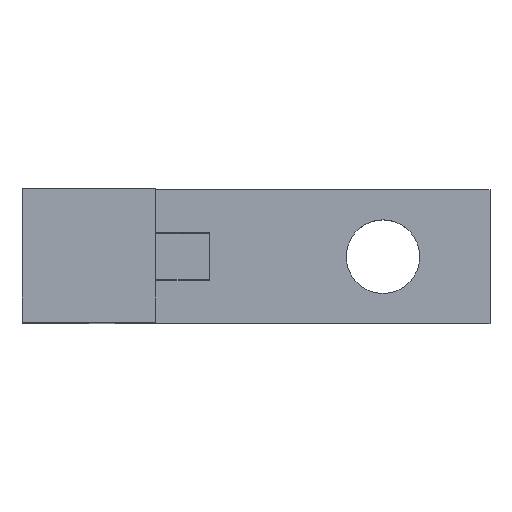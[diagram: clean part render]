
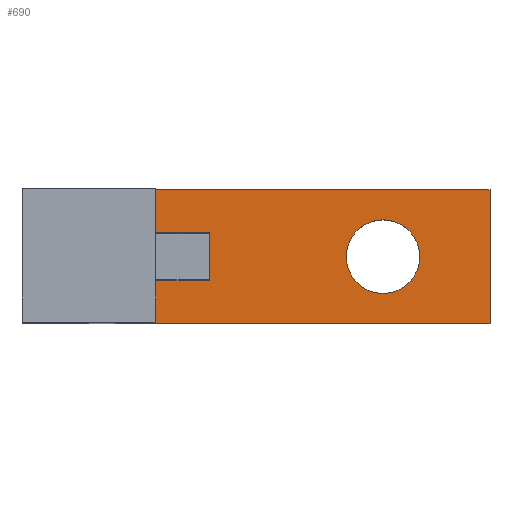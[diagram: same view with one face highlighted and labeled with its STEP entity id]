
A CAD part, top view. The second image highlights one B-rep face of the part: STEP entity #690.
In plain terms, the highlighted planar face has unit normal (0, 0, 1).
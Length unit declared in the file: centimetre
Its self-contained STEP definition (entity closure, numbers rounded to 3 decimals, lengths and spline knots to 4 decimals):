
#104=VECTOR('',#755,1.);
#108=VECTOR('',#760,1.);
#113=VECTOR('',#767,1.);
#125=VECTOR('',#783,1.);
#126=VECTOR('',#784,1.);
#127=VECTOR('',#785,1.);
#128=VECTOR('',#786,1.);
#177=LINE('',#873,#104);
#181=LINE('',#882,#108);
#186=LINE('',#892,#113);
#198=LINE('',#917,#125);
#199=LINE('',#919,#126);
#200=LINE('',#921,#127);
#201=LINE('',#923,#128);
#257=PLANE('',#723);
#275=VERTEX_POINT('',#871);
#276=VERTEX_POINT('',#874);
#277=VERTEX_POINT('',#875);
#280=VERTEX_POINT('',#883);
#283=VERTEX_POINT('',#893);
#292=VERTEX_POINT('',#918);
#293=VERTEX_POINT('',#920);
#294=VERTEX_POINT('',#922);
#295=VERTEX_POINT('',#924);
#335=CIRCLE('',#715,0.275);
#343=EDGE_CURVE('',#275,#275,#335,.T.);
#344=EDGE_CURVE('',#276,#277,#177,.T.);
#348=EDGE_CURVE('',#277,#280,#181,.T.);
#353=EDGE_CURVE('',#280,#283,#186,.T.);
#365=EDGE_CURVE('',#283,#292,#198,.T.);
#366=EDGE_CURVE('',#292,#293,#199,.T.);
#367=EDGE_CURVE('',#293,#294,#200,.T.);
#368=EDGE_CURVE('',#295,#294,#201,.T.);
#369=EDGE_CURVE('',#295,#276,#198,.T.);
#460=ORIENTED_EDGE('',*,*,#343,.T.);
#461=ORIENTED_EDGE('',*,*,#344,.T.);
#462=ORIENTED_EDGE('',*,*,#348,.T.);
#463=ORIENTED_EDGE('',*,*,#353,.T.);
#464=ORIENTED_EDGE('',*,*,#365,.T.);
#465=ORIENTED_EDGE('',*,*,#366,.T.);
#466=ORIENTED_EDGE('',*,*,#367,.T.);
#467=ORIENTED_EDGE('',*,*,#368,.F.);
#468=ORIENTED_EDGE('',*,*,#369,.T.);
#615=EDGE_LOOP('',(#460));
#616=EDGE_LOOP('',(#461,#462,#463,#464,#465,#466,#467,#468));
#653=FACE_BOUND('',#615,.T.);
#654=FACE_BOUND('',#616,.T.);
#690=ADVANCED_FACE('',(#653,#654),#257,.T.);
#715=AXIS2_PLACEMENT_3D('',#870,#752,#753);
#723=AXIS2_PLACEMENT_3D('',#916,#782,$);
#752=DIRECTION('',(0.,0.,-1.));
#753=DIRECTION('',(0.275,0.,0.));
#755=DIRECTION('',(1.,0.,0.));
#760=DIRECTION('',(0.,-1.,0.));
#767=DIRECTION('',(-1.,0.,0.));
#782=DIRECTION('',(0.,0.,1.));
#783=DIRECTION('',(0.,-1.,0.));
#784=DIRECTION('',(1.,0.,0.));
#785=DIRECTION('',(0.,1.,0.));
#786=DIRECTION('',(1.,0.,0.));
#870=CARTESIAN_POINT('',(2.4,0.,-2.7));
#871=CARTESIAN_POINT('',(2.125,0.,-2.7));
#873=CARTESIAN_POINT('',(0.2,0.1819,-2.7));
#874=CARTESIAN_POINT('',(0.4,0.1819,-2.7));
#875=CARTESIAN_POINT('',(1.1,0.1819,-2.7));
#882=CARTESIAN_POINT('',(1.1,0.,-2.7));
#883=CARTESIAN_POINT('',(1.1,-0.1819,-2.7));
#892=CARTESIAN_POINT('',(0.2,-0.1819,-2.7));
#893=CARTESIAN_POINT('',(0.4,-0.1819,-2.7));
#916=CARTESIAN_POINT('',(0.,0.,-2.7));
#917=CARTESIAN_POINT('',(0.4,0.5,-2.7));
#918=CARTESIAN_POINT('',(0.4,-0.5,-2.7));
#919=CARTESIAN_POINT('',(0.,-0.5,-2.7));
#920=CARTESIAN_POINT('',(3.2,-0.5,-2.7));
#921=CARTESIAN_POINT('',(3.2,0.5,-2.7));
#922=CARTESIAN_POINT('',(3.2,0.5,-2.7));
#923=CARTESIAN_POINT('',(0.,0.5,-2.7));
#924=CARTESIAN_POINT('',(0.4,0.5,-2.7));
